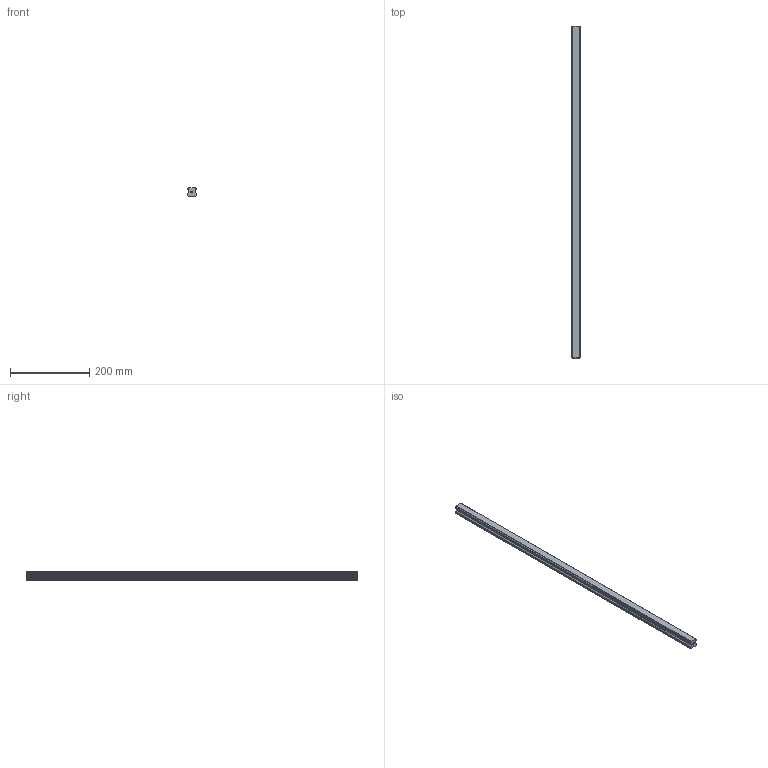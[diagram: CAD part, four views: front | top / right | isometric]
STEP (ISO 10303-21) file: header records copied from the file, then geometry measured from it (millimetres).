
FILE_DESCRIPTION(('STEP AP214'),'1');
FILE_NAME('cctmp_90863D50-1E47-41DE-B9E5-DCB7BD7D6842_2021_01_25_13_36_21_0192..stp','2021-01-25T12:36:21',('HIWIN GmbH'),('CADClick - www.CADClick.com'),'Spatial InterOp 3D',' ','unknown authorization');
FILE_SCHEMA(('AUTOMOTIVE_DESIGN'));
Length unit declared in the file: millimetre
Products named in the file (1): HGR25T840C_FILE
Bounding box: 23 x 840 x 22 mm (x, y, z)
Volume: 363179.4 mm3; surface area: 80367 mm2
Topology: 1 solids, 1 shells, 209 faces, 623 edges, 392 vertices
Faces by surface type: plane 131, cylinder 50, cone 28
Entity records: 8545 total; most frequent: DIRECTION 1227, CARTESIAN_POINT 1197, ORIENTED_EDGE 1190, EDGE_CURVE 595, AXIS2_PLACEMENT_3D 422, VERTEX_POINT 392, LINE 383, VECTOR 383
